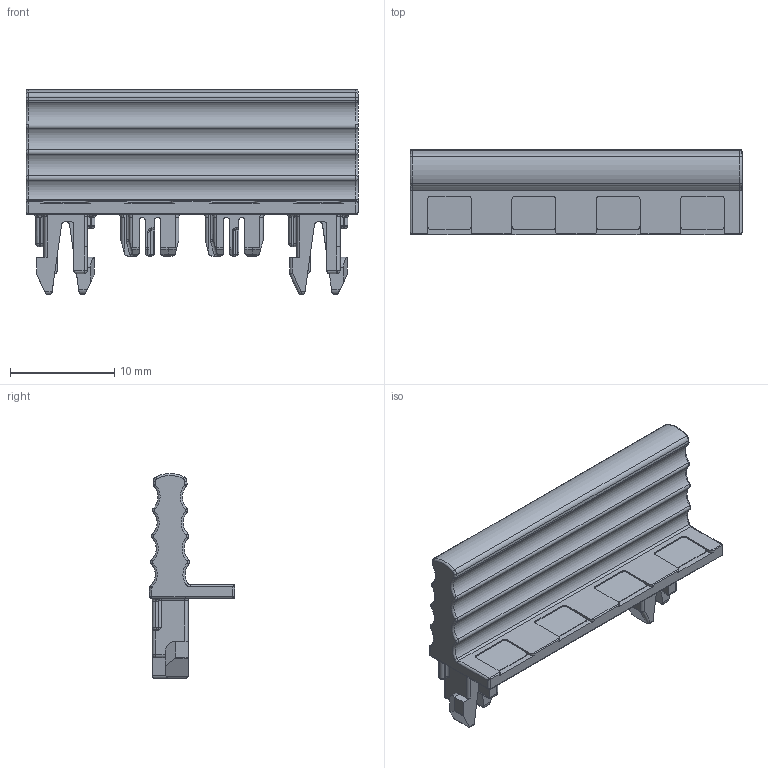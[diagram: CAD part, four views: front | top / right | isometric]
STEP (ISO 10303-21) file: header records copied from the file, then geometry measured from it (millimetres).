
FILE_DESCRIPTION(('CATIA V5 STEP Exchange','CAx-IF Rec.Pracs.--- Model Styling and Organization---1.4--- 2014-01-23'),'2;1');
FILE_NAME ('1175547-3_1', '2020-02-10T11:47:41+00:00', ('none'), ('Weidmueller'), 'CATIA Version 5-6 Release 2016 SP3 HF44', 'CATIA V5 STEP AP214', 'none');
FILE_SCHEMA(('AUTOMOTIVE_DESIGN { 1 0 10303 214 1 1 1 1 }'));
Length unit declared in the file: millimetre
Products named in the file (1): 2710450000
Bounding box: 31.9 x 8.2 x 19.7 mm (x, y, z)
Volume: 1545.7 mm3; surface area: 1851.6 mm2
Topology: 1 solids, 1 shells, 601 faces, 1556 edges, 914 vertices
Faces by surface type: cylinder 286, plane 160, torus 102, sphere 31, bspline 22
Entity records: 23705 total; most frequent: CARTESIAN_POINT 9822, ORIENTED_EDGE 3018, DIRECTION 2228, EDGE_CURVE 1509, AXIS2_PLACEMENT_3D 999, VERTEX_POINT 914, VECTOR 728, LINE 728
